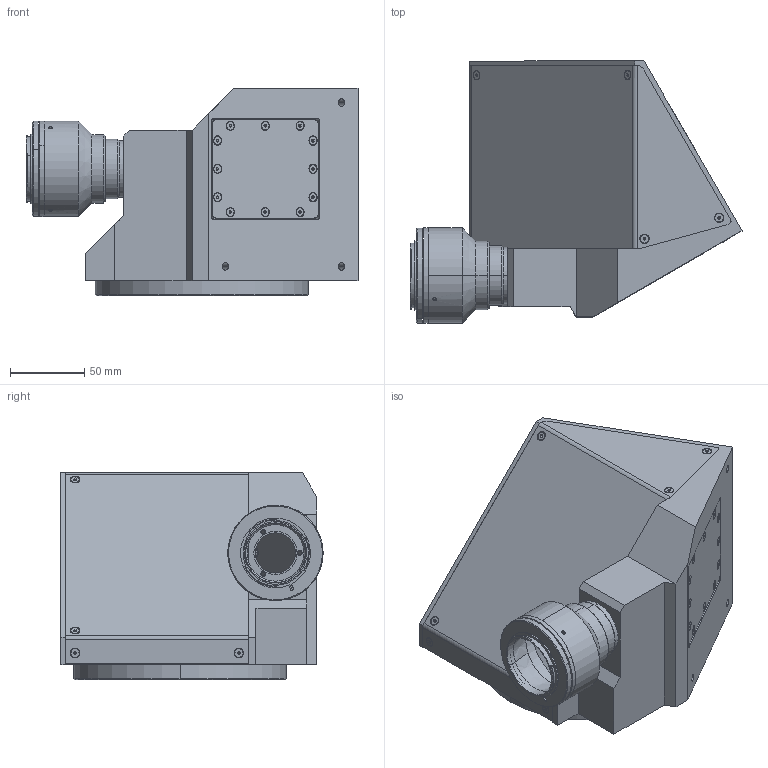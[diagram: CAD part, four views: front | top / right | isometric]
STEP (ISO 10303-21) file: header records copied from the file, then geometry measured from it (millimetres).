
FILE_DESCRIPTION (( 'STEP AP203' ), '1' );
FILE_NAME ('DP24028-C_TCCR4M096-F.step', '2022-02-18T13:27:34', ( '' ), ( '' ), 'SwSTEP 2.0', 'SolidWorks 2021', '' );
FILE_SCHEMA (( 'CONFIG_CONTROL_DESIGN' ));
Length unit declared in the file: millimetre
Products named in the file (1): DP24028-C_TCCR4M096-F
Bounding box: 222.92 x 176.09 x 139 mm (x, y, z)
Surface area: 160693.8 mm2 (no closed solid volume)
Topology: 0 solids, 67 shells, 497 faces, 1628 edges, 1124 vertices
Faces by surface type: plane 214, cone 142, cylinder 139, sphere 2
Entity records: 17583 total; most frequent: CARTESIAN_POINT 3453, DIRECTION 3102, ORIENTED_EDGE 2374, EDGE_CURVE 1568, VERTEX_POINT 1124, AXIS2_PLACEMENT_3D 1059, LINE 984, VECTOR 984
